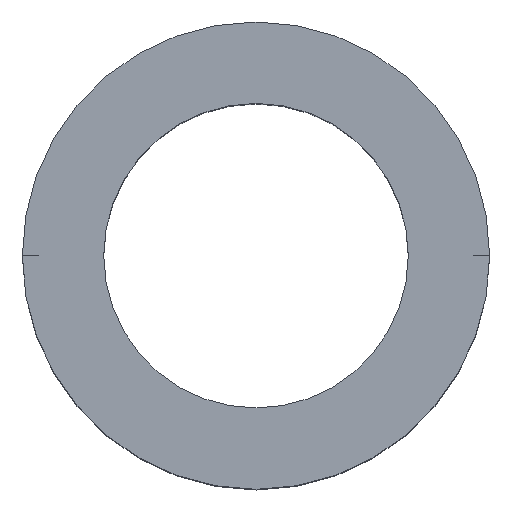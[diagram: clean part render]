
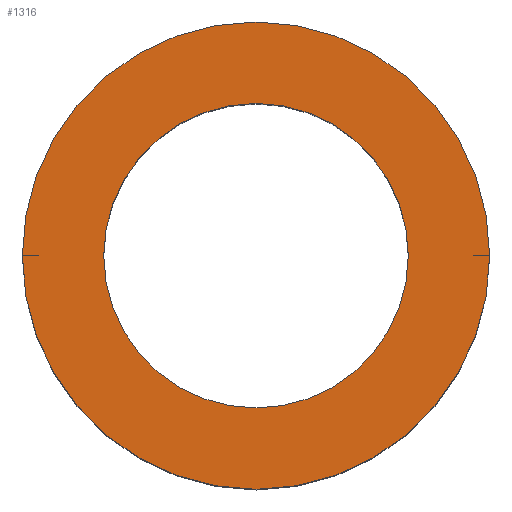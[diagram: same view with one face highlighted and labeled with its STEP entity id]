
A CAD part, top view. The second image highlights one B-rep face of the part: STEP entity #1316.
In plain terms, the highlighted planar face has unit normal (0, 0, 1).
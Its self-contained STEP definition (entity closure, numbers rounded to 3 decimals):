
#1212=CARTESIAN_POINT('POINT63',(-1.995,-0.001,
   0.));
#1213=VERTEX_POINT('VERTEX63',#1212);
#1220=CARTESIAN_POINT('POINT64',(1.995,-0.001,
   0.));
#1221=VERTEX_POINT('VERTEX64',#1220);
#1222=CARTESIAN_POINT('POS123',(0.,-0.001,
   0.));
#1223=DIRECTION('DIR184',(0.,0.,1.));
#1224=DIRECTION('DIR185',(-1.,0.,0.));
#1225=AXIS2_PLACEMENT_3D('AXIS62',#1222,#1223,#1224);
#1226=CIRCLE('ELLIPSE32',#1225,1.995);
#1227=EDGE_CURVE('EDGE124',#1221,#1213,#1226,.T.);
#1247=EDGE_CURVE('EDGE126',#1213,#1221,#1226,.T.);
#1292=ORIENTED_EDGE('COEDGE257',*,*,#1247,.T.);
#1293=ORIENTED_EDGE('COEDGE258',*,*,#1227,.T.);
#1294=EDGE_LOOP('NONE',(#1292,#1293));
#1295=FACE_BOUND('LOOP1',#1294,.T.);
#1296=CARTESIAN_POINT('POINT67',(1.3,-0.001,
   0.));
#1297=VERTEX_POINT('VERTEX67',#1296);
#1298=CARTESIAN_POINT('POINT68',(-1.3,-0.001,
   0.));
#1299=VERTEX_POINT('VERTEX68',#1298);
#1300=CARTESIAN_POINT('POS130',(0.,-0.001,
   0.));
#1301=DIRECTION('DIR195',(0.,0.,1.));
#1302=DIRECTION('DIR196',(1.,0.,0.));
#1303=AXIS2_PLACEMENT_3D('AXIS66',#1300,#1301,#1302);
#1304=CIRCLE('ELLIPSE34',#1303,1.3);
#1305=EDGE_CURVE('EDGE131',#1297,#1299,#1304,.T.);
#1306=ORIENTED_EDGE('COEDGE259',*,*,#1305,.F.);
#1307=EDGE_CURVE('EDGE132',#1299,#1297,#1304,.T.);
#1308=ORIENTED_EDGE('COEDGE260',*,*,#1307,.F.);
#1309=EDGE_LOOP('NONE',(#1306,#1308));
#1310=FACE_BOUND('LOOP1',#1309,.T.);
#1311=CARTESIAN_POINT('POS131',(0.,-0.001,
   0.));
#1312=DIRECTION('DIR197',(0.,0.,1.));
#1313=DIRECTION('DIR198',(1.,0.,0.));
#1314=AXIS2_PLACEMENT_3D('AXIS67',#1311,#1312,#1313);
#1315=PLANE('PLANE1',#1314);
#1316=ADVANCED_FACE('FACE65',(#1295,#1310),#1315,.T.);
